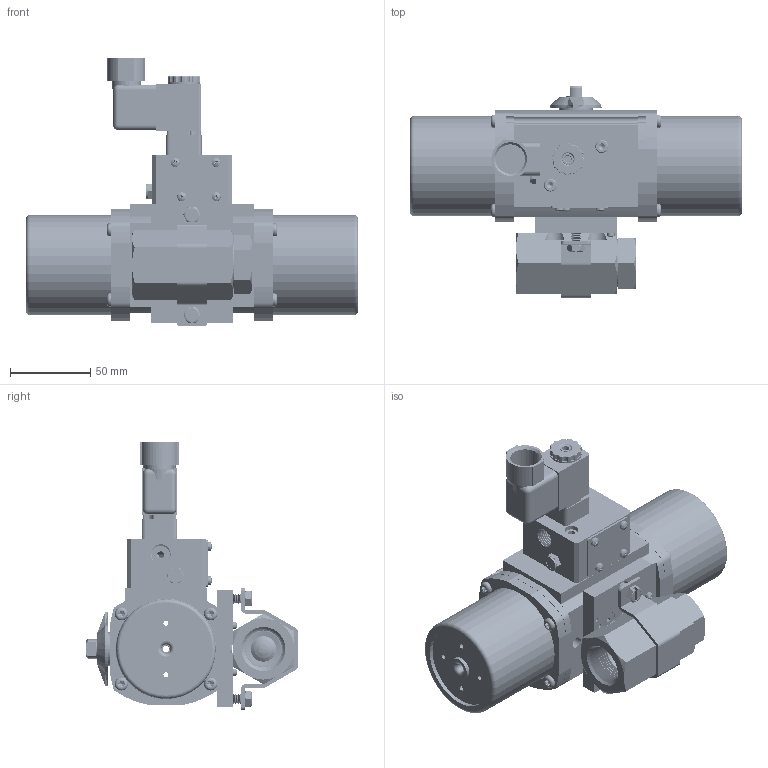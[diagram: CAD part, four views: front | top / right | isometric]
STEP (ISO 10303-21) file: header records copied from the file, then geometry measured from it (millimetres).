
FILE_DESCRIPTION (( 'STEP AP203' ), '1' );
FILE_NAME ('86XXNA512SR3GPDC.step', '2018-05-01T11:59:22', ( '' ), ( '' ), 'SwSTEP 2.0', 'SolidWorks 2017', '' );
FILE_SCHEMA (( 'CONFIG_CONTROL_DESIGN' ));
Length unit declared in the file: inch
Products named in the file (1): 86XXNA512SR3GPDC
Bounding box: 206.38 x 131.43 x 166.88 mm (x, y, z)
Volume: 576396 mm3; surface area: 251324 mm2
Topology: 59 solids, 59 shells, 4896 faces, 12701 edges, 7918 vertices
Faces by surface type: cylinder 2430, cone 1392, plane 776, torus 171, bspline 109, sphere 18
Entity records: 181389 total; most frequent: CARTESIAN_POINT 66080, ORIENTED_EDGE 25086, DIRECTION 24321, EDGE_CURVE 12543, AXIS2_PLACEMENT_3D 9774, VERTEX_POINT 7914, EDGE_LOOP 5253, CIRCLE 4986
